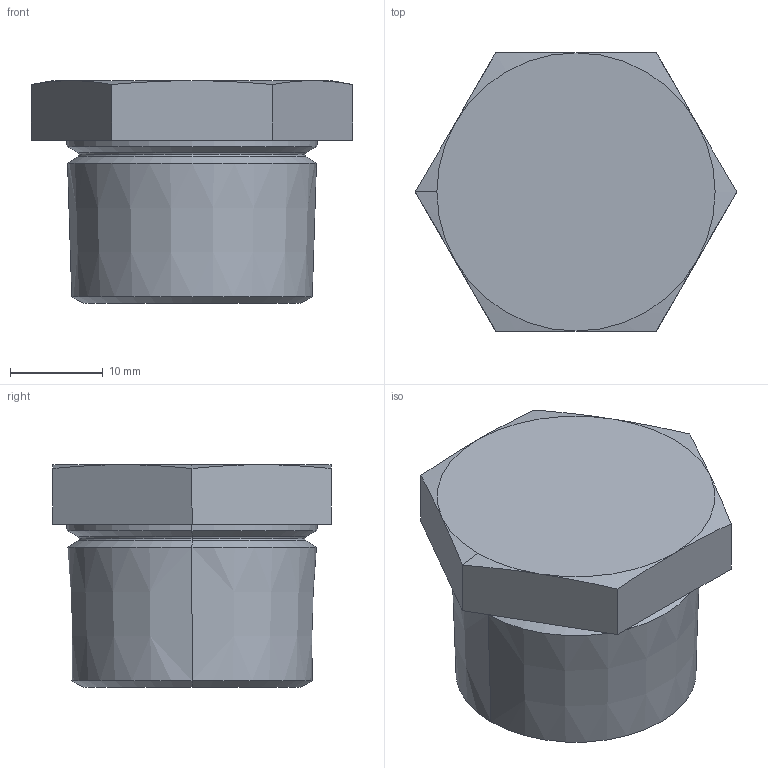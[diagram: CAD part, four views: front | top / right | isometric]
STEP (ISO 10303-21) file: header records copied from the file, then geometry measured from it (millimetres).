
FILE_DESCRIPTION (( 'STEP AP203' ), '1' );
FILE_NAME ('11-0235-05_outokumpu.step', '2015-08-11T13:28:56', ( '' ), ( '' ), 'SwSTEP 2.0', 'SolidWorks 2008', '' );
FILE_SCHEMA (( 'CONFIG_CONTROL_DESIGN' ));
Length unit declared in the file: millimetre
Products named in the file (1): 11-0235-05_outokumpu
Bounding box: 34.64 x 30 x 24 mm (x, y, z)
Volume: 14501.1 mm3; surface area: 3692.3 mm2
Topology: 1 solids, 1 shells, 30 faces, 62 edges, 35 vertices
Faces by surface type: cone 17, plane 9, torus 4
Entity records: 894 total; most frequent: CARTESIAN_POINT 188, DIRECTION 139, ORIENTED_EDGE 124, EDGE_CURVE 62, AXIS2_PLACEMENT_3D 58, VERTEX_POINT 35, EDGE_LOOP 31, ADVANCED_FACE 30
